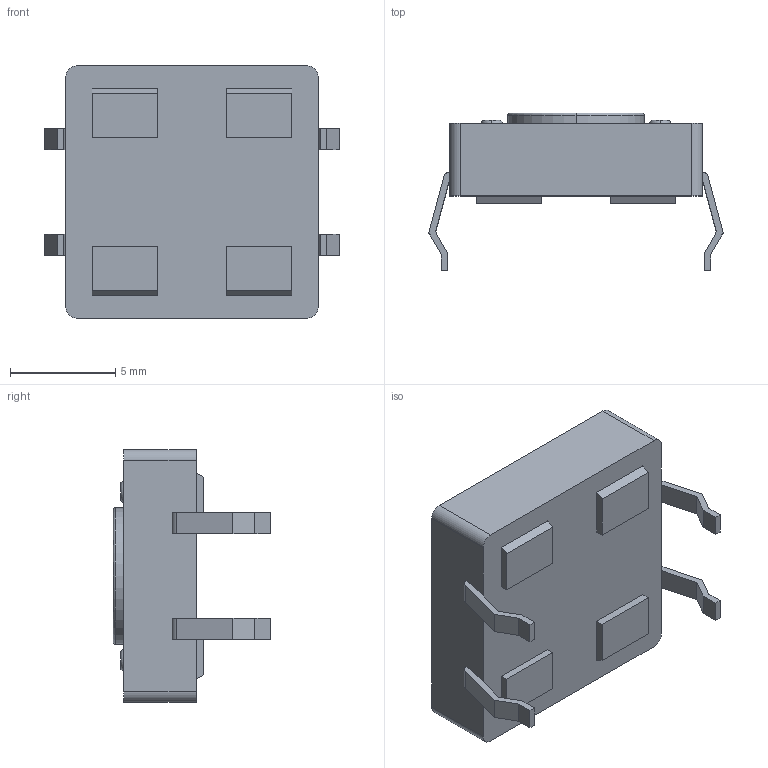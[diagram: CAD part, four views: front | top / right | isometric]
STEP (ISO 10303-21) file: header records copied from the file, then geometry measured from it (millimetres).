
FILE_DESCRIPTION (( 'STEP AP214' ), '1' );
FILE_NAME ('VS-1213-67-160GF.STEP', '2024-05-30T13:51:03', ( 'LENOVO' ), ( '' ), 'SwSTEP 2.0', 'SolidWorks 2021', '' );
FILE_SCHEMA (( 'AUTOMOTIVE_DESIGN' ));
Length unit declared in the file: millimetre
Products named in the file (1): VS-1213-67-160GF
Bounding box: 14 x 7.5 x 12 mm (x, y, z)
Volume: 528.4 mm3; surface area: 678.1 mm2
Topology: 6 solids, 6 shells, 131 faces, 314 edges, 206 vertices
Faces by surface type: plane 83, cylinder 38, torus 10
Entity records: 3903 total; most frequent: DIRECTION 674, CARTESIAN_POINT 652, ORIENTED_EDGE 628, EDGE_CURVE 314, AXIS2_PLACEMENT_3D 228, LINE 218, VECTOR 218, VERTEX_POINT 206
